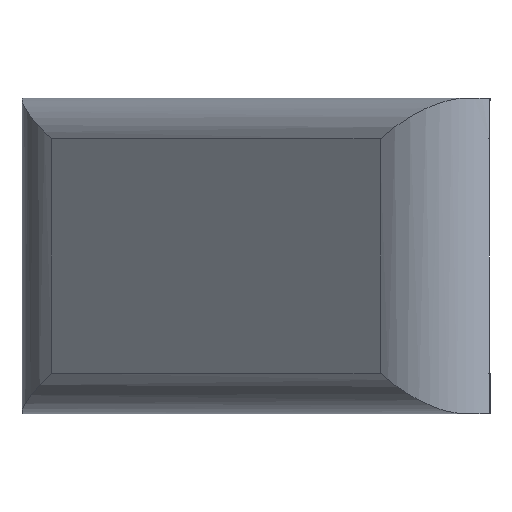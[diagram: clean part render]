
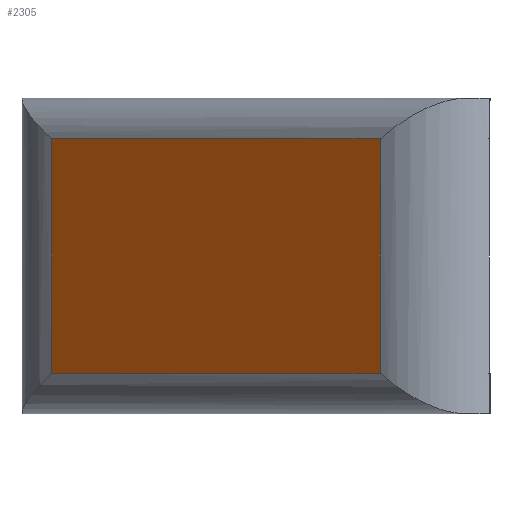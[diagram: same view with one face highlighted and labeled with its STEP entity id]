
A CAD part, left-side view. The second image highlights one B-rep face of the part: STEP entity #2305.
In plain terms, the highlighted face is planar.
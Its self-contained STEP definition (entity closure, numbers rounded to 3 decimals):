
#1319=ORIENTED_EDGE('',*,*,#1826,.T.);
#1320=ORIENTED_EDGE('',*,*,#1828,.F.);
#1321=ORIENTED_EDGE('',*,*,#1829,.F.);
#1322=ORIENTED_EDGE('',*,*,#1823,.T.);
#1522=VECTOR('',#2058,1.);
#1523=VECTOR('',#2065,1.);
#1524=VECTOR('',#2068,1.);
#1525=VECTOR('',#2069,1.);
#1630=LINE('',#2607,#1522);
#1631=LINE('',#2772,#1523);
#1632=LINE('',#2934,#1524);
#1633=LINE('',#2935,#1525);
#1731=VERTEX_POINT('',#2428);
#1732=VERTEX_POINT('',#2606);
#1734=VERTEX_POINT('',#2771);
#1735=VERTEX_POINT('',#2933);
#1823=EDGE_CURVE('',#1732,#1731,#1630,.T.);
#1826=EDGE_CURVE('',#1731,#1734,#1631,.T.);
#1828=EDGE_CURVE('',#1735,#1734,#1632,.T.);
#1829=EDGE_CURVE('',#1732,#1735,#1633,.T.);
#1911=EDGE_LOOP('',(#1319,#1320,#1321,#1322));
#1955=FACE_BOUND('',#1911,.T.);
#2058=DIRECTION('',(0.,0.,-11.5));
#2065=DIRECTION('',(22.8,0.,0.));
#2066=DIRECTION('',(0.,-1.,0.));
#2067=DIRECTION('',(-1.,0.,0.));
#2068=DIRECTION('',(0.,0.,-11.5));
#2069=DIRECTION('',(22.8,0.,0.));
#2218=AXIS2_PLACEMENT_3D('',#2932,#2066,#2067);
#2264=PLANE('',#2218);
#2305=ADVANCED_FACE('',(#1955),#2264,.T.);
#2428=CARTESIAN_POINT('',(-11.4,-3.,-5.75));
#2606=CARTESIAN_POINT('',(-11.4,-3.,5.75));
#2607=CARTESIAN_POINT('',(-11.4,-3.,5.75));
#2771=CARTESIAN_POINT('',(11.4,-3.,-5.75));
#2772=CARTESIAN_POINT('',(-11.4,-3.,-5.75));
#2932=CARTESIAN_POINT('',(-11.4,-3.,0.));
#2933=CARTESIAN_POINT('',(11.4,-3.,5.75));
#2934=CARTESIAN_POINT('',(11.4,-3.,5.75));
#2935=CARTESIAN_POINT('',(-11.4,-3.,5.75));
